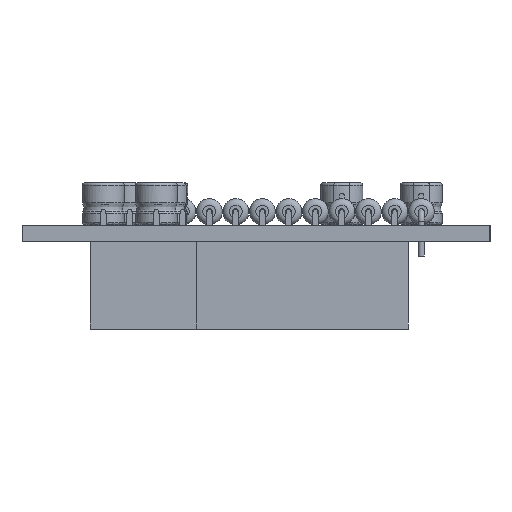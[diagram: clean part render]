
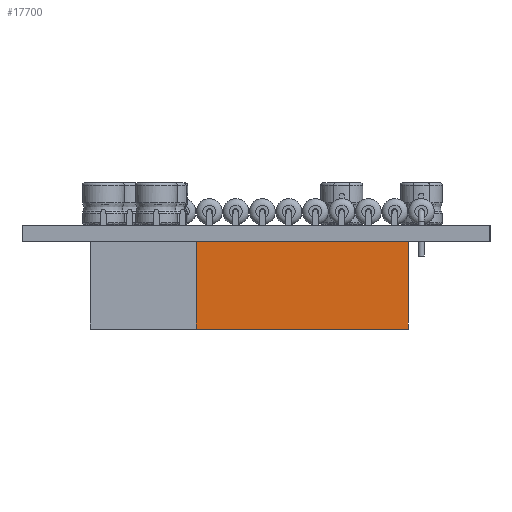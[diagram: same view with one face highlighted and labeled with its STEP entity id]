
A CAD part, left-side view. The second image highlights one B-rep face of the part: STEP entity #17700.
In plain terms, the highlighted face is planar.
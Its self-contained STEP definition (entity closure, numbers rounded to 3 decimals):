
#16216 = EDGE_CURVE('',#16217,#16219,#16221,.T.);
#16217 = VERTEX_POINT('',#16218);
#16218 = CARTESIAN_POINT('',(1.27,-29.21,8.4));
#16219 = VERTEX_POINT('',#16220);
#16220 = CARTESIAN_POINT('',(1.27,1.27,8.4));
#16221 = SURFACE_CURVE('',#16222,(#16226,#16238),.PCURVE_S1.);
#16222 = LINE('',#16223,#16224);
#16223 = CARTESIAN_POINT('',(1.27,-29.21,8.4));
#16224 = VECTOR('',#16225,1.);
#16225 = DIRECTION('',(0.,1.,0.));
#16226 = PCURVE('',#16227,#16232);
#16227 = PLANE('',#16228);
#16228 = AXIS2_PLACEMENT_3D('',#16229,#16230,#16231);
#16229 = CARTESIAN_POINT('',(1.27,-29.21,8.4));
#16230 = DIRECTION('',(0.,0.,1.));
#16231 = DIRECTION('',(1.,0.,0.));
#16232 = DEFINITIONAL_REPRESENTATION('',(#16233),#16237);
#16233 = LINE('',#16234,#16235);
#16234 = CARTESIAN_POINT('',(0.,0.));
#16235 = VECTOR('',#16236,1.);
#16236 = DIRECTION('',(0.,1.));
#16237 = ( GEOMETRIC_REPRESENTATION_CONTEXT(2) 
PARAMETRIC_REPRESENTATION_CONTEXT() REPRESENTATION_CONTEXT('2D SPACE',''
  ) );
#16238 = PCURVE('',#16239,#16244);
#16239 = PLANE('',#16240);
#16240 = AXIS2_PLACEMENT_3D('',#16241,#16242,#16243);
#16241 = CARTESIAN_POINT('',(1.27,-29.21,0.));
#16242 = DIRECTION('',(-1.,0.,0.));
#16243 = DIRECTION('',(0.,1.,0.));
#16244 = DEFINITIONAL_REPRESENTATION('',(#16245),#16249);
#16245 = LINE('',#16246,#16247);
#16246 = CARTESIAN_POINT('',(0.,-8.4));
#16247 = VECTOR('',#16248,1.);
#16248 = DIRECTION('',(1.,0.));
#16249 = ( GEOMETRIC_REPRESENTATION_CONTEXT(2) 
PARAMETRIC_REPRESENTATION_CONTEXT() REPRESENTATION_CONTEXT('2D SPACE',''
  ) );
#16267 = PLANE('',#16268);
#16268 = AXIS2_PLACEMENT_3D('',#16269,#16270,#16271);
#16269 = CARTESIAN_POINT('',(1.27,1.27,0.));
#16270 = DIRECTION('',(0.,-1.,0.));
#16271 = DIRECTION('',(-1.,0.,0.));
#16321 = PLANE('',#16322);
#16322 = AXIS2_PLACEMENT_3D('',#16323,#16324,#16325);
#16323 = CARTESIAN_POINT('',(-1.27,-29.21,0.));
#16324 = DIRECTION('',(0.,1.,0.));
#16325 = DIRECTION('',(1.,0.,0.));
#17700 = ADVANCED_FACE('',(#17701),#16239,.F.);
#17701 = FACE_BOUND('',#17702,.F.);
#17702 = EDGE_LOOP('',(#17703,#17704,#17727,#17755));
#17703 = ORIENTED_EDGE('',*,*,#16216,.T.);
#17704 = ORIENTED_EDGE('',*,*,#17705,.F.);
#17705 = EDGE_CURVE('',#17706,#16219,#17708,.T.);
#17706 = VERTEX_POINT('',#17707);
#17707 = CARTESIAN_POINT('',(1.27,1.27,0.));
#17708 = SURFACE_CURVE('',#17709,(#17713,#17720),.PCURVE_S1.);
#17709 = LINE('',#17710,#17711);
#17710 = CARTESIAN_POINT('',(1.27,1.27,0.));
#17711 = VECTOR('',#17712,1.);
#17712 = DIRECTION('',(0.,0.,1.));
#17713 = PCURVE('',#16239,#17714);
#17714 = DEFINITIONAL_REPRESENTATION('',(#17715),#17719);
#17715 = LINE('',#17716,#17717);
#17716 = CARTESIAN_POINT('',(30.48,0.));
#17717 = VECTOR('',#17718,1.);
#17718 = DIRECTION('',(0.,-1.));
#17719 = ( GEOMETRIC_REPRESENTATION_CONTEXT(2) 
PARAMETRIC_REPRESENTATION_CONTEXT() REPRESENTATION_CONTEXT('2D SPACE',''
  ) );
#17720 = PCURVE('',#16267,#17721);
#17721 = DEFINITIONAL_REPRESENTATION('',(#17722),#17726);
#17722 = LINE('',#17723,#17724);
#17723 = CARTESIAN_POINT('',(0.,0.));
#17724 = VECTOR('',#17725,1.);
#17725 = DIRECTION('',(0.,-1.));
#17726 = ( GEOMETRIC_REPRESENTATION_CONTEXT(2) 
PARAMETRIC_REPRESENTATION_CONTEXT() REPRESENTATION_CONTEXT('2D SPACE',''
  ) );
#17727 = ORIENTED_EDGE('',*,*,#17728,.F.);
#17728 = EDGE_CURVE('',#17729,#17706,#17731,.T.);
#17729 = VERTEX_POINT('',#17730);
#17730 = CARTESIAN_POINT('',(1.27,-29.21,0.));
#17731 = SURFACE_CURVE('',#17732,(#17736,#17743),.PCURVE_S1.);
#17732 = LINE('',#17733,#17734);
#17733 = CARTESIAN_POINT('',(1.27,-29.21,0.));
#17734 = VECTOR('',#17735,1.);
#17735 = DIRECTION('',(0.,1.,0.));
#17736 = PCURVE('',#16239,#17737);
#17737 = DEFINITIONAL_REPRESENTATION('',(#17738),#17742);
#17738 = LINE('',#17739,#17740);
#17739 = CARTESIAN_POINT('',(0.,0.));
#17740 = VECTOR('',#17741,1.);
#17741 = DIRECTION('',(1.,0.));
#17742 = ( GEOMETRIC_REPRESENTATION_CONTEXT(2) 
PARAMETRIC_REPRESENTATION_CONTEXT() REPRESENTATION_CONTEXT('2D SPACE',''
  ) );
#17743 = PCURVE('',#17744,#17749);
#17744 = PLANE('',#17745);
#17745 = AXIS2_PLACEMENT_3D('',#17746,#17747,#17748);
#17746 = CARTESIAN_POINT('',(1.27,-29.21,0.));
#17747 = DIRECTION('',(0.,0.,-1.));
#17748 = DIRECTION('',(0.,-1.,0.));
#17749 = DEFINITIONAL_REPRESENTATION('',(#17750),#17754);
#17750 = LINE('',#17751,#17752);
#17751 = CARTESIAN_POINT('',(0.,0.));
#17752 = VECTOR('',#17753,1.);
#17753 = DIRECTION('',(-1.,0.));
#17754 = ( GEOMETRIC_REPRESENTATION_CONTEXT(2) 
PARAMETRIC_REPRESENTATION_CONTEXT() REPRESENTATION_CONTEXT('2D SPACE',''
  ) );
#17755 = ORIENTED_EDGE('',*,*,#17756,.T.);
#17756 = EDGE_CURVE('',#17729,#16217,#17757,.T.);
#17757 = SURFACE_CURVE('',#17758,(#17762,#17769),.PCURVE_S1.);
#17758 = LINE('',#17759,#17760);
#17759 = CARTESIAN_POINT('',(1.27,-29.21,0.));
#17760 = VECTOR('',#17761,1.);
#17761 = DIRECTION('',(0.,0.,1.));
#17762 = PCURVE('',#16239,#17763);
#17763 = DEFINITIONAL_REPRESENTATION('',(#17764),#17768);
#17764 = LINE('',#17765,#17766);
#17765 = CARTESIAN_POINT('',(0.,0.));
#17766 = VECTOR('',#17767,1.);
#17767 = DIRECTION('',(0.,-1.));
#17768 = ( GEOMETRIC_REPRESENTATION_CONTEXT(2) 
PARAMETRIC_REPRESENTATION_CONTEXT() REPRESENTATION_CONTEXT('2D SPACE',''
  ) );
#17769 = PCURVE('',#16321,#17770);
#17770 = DEFINITIONAL_REPRESENTATION('',(#17771),#17775);
#17771 = LINE('',#17772,#17773);
#17772 = CARTESIAN_POINT('',(2.54,0.));
#17773 = VECTOR('',#17774,1.);
#17774 = DIRECTION('',(0.,-1.));
#17775 = ( GEOMETRIC_REPRESENTATION_CONTEXT(2) 
PARAMETRIC_REPRESENTATION_CONTEXT() REPRESENTATION_CONTEXT('2D SPACE',''
  ) );
